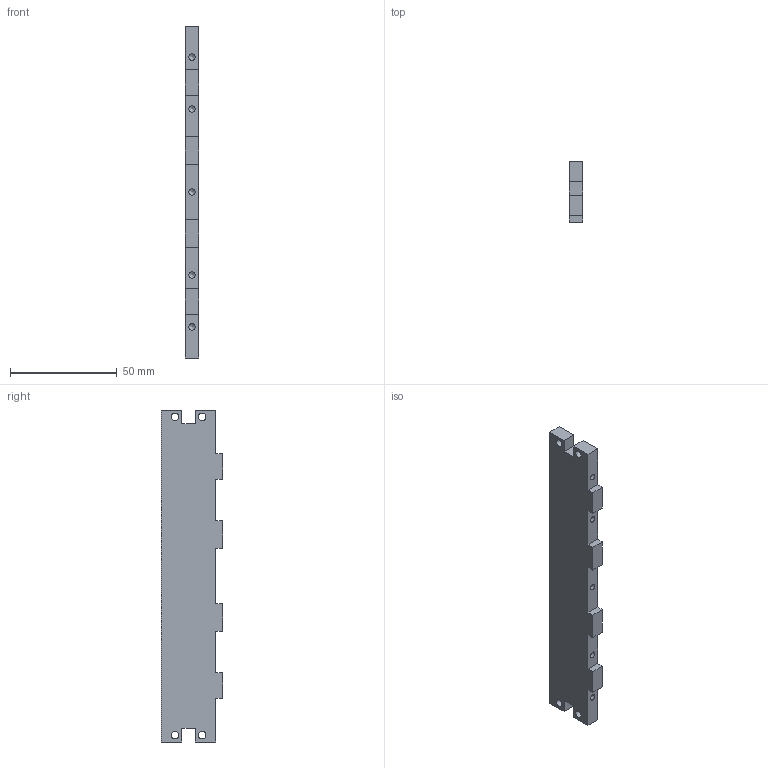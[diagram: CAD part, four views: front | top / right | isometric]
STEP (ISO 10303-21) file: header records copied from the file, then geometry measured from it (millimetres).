
FILE_DESCRIPTION(/* description */ (''),/* implementation_level */ '2;1');
FILE_NAME(/* name */ 'Back Wall TNS.stp',/* time_stamp */ '2021-08-26T14:00:01-04:00',/* author */ ('Esketitttttt'),/* organization */ (''),/* preprocessor_version */ 'ST-DEVELOPER v18.1',/* originating_system */ 'Autodesk Inventor 2022',/* authorisation */ '');
FILE_SCHEMA (('AUTOMOTIVE_DESIGN { 1 0 10303 214 3 1 1 }'));
Length unit declared in the file: inch
Products named in the file (1): Back Wall TNC
Bounding box: 6.35 x 28.57 x 155.51 mm (x, y, z)
Volume: 24638.6 mm3; surface area: 11798.4 mm2
Topology: 1 solids, 1 shells, 52 faces, 141 edges, 91 vertices
Faces by surface type: plane 30, cylinder 13, cone 9
Full cylindrical faces by diameter (mm): 2.946 x9, 3.505 x4
Entity records: 1667 total; most frequent: CARTESIAN_POINT 276, ORIENTED_EDGE 264, DIRECTION 264, EDGE_CURVE 132, LINE 106, VECTOR 106, VERTEX_POINT 91, AXIS2_PLACEMENT_3D 79
